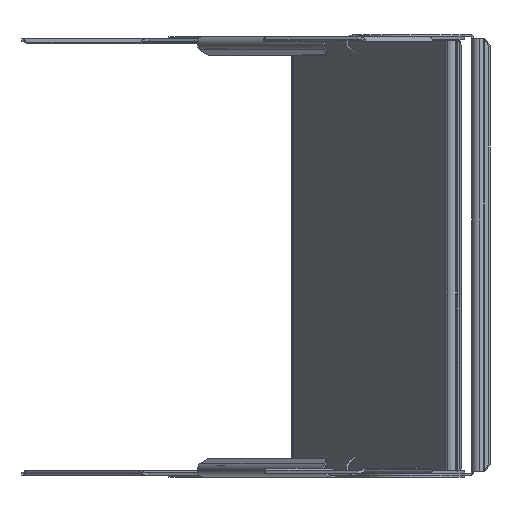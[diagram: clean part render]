
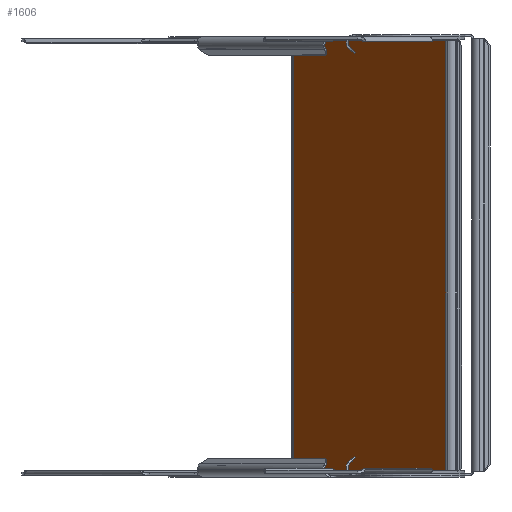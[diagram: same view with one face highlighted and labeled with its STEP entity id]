
A CAD part, left-side view. The second image highlights one B-rep face of the part: STEP entity #1606.
In plain terms, the highlighted face is planar.
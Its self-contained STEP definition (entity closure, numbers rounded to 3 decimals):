
#55=CARTESIAN_POINT('',(-91.75,0.,-150.75));
#56=DIRECTION('',(0.,-1.,0.));
#57=DIRECTION('',(0.385,0.,0.923));
#58=AXIS2_PLACEMENT_3D('',#55,#56,#57);
#60=CARTESIAN_POINT('',(91.75,0.,-150.75));
#61=DIRECTION('',(0.,-1.,0.));
#62=DIRECTION('',(0.,0.,1.));
#63=AXIS2_PLACEMENT_3D('',#60,#61,#62);
#65=DIRECTION('',(-1.,0.,0.));
#66=VECTOR('',#65,12.75);
#67=CARTESIAN_POINT('',(104.5,0.,-147.5));
#68=LINE('',#67,#66);
#69=CARTESIAN_POINT('',(91.75,0.,150.75));
#70=DIRECTION('',(0.,-1.,0.));
#71=DIRECTION('',(-0.385,0.,-0.923));
#72=AXIS2_PLACEMENT_3D('',#69,#70,#71);
#74=CARTESIAN_POINT('',(-91.75,0.,150.75));
#75=DIRECTION('',(0.,-1.,0.));
#76=DIRECTION('',(0.,0.,-1.));
#77=AXIS2_PLACEMENT_3D('',#74,#75,#76);
#79=DIRECTION('',(1.,0.,0.));
#80=VECTOR('',#79,12.75);
#81=CARTESIAN_POINT('',(-104.5,0.,147.5));
#82=LINE('',#81,#80);
#87=DIRECTION('',(1.,0.,0.));
#88=VECTOR('',#87,12.75);
#89=CARTESIAN_POINT('',(-104.5,0.,-147.5));
#90=LINE('',#89,#88);
#437=DIRECTION('',(-1.,0.,0.));
#438=VECTOR('',#437,181.);
#439=CARTESIAN_POINT('',(90.5,0.,147.75));
#440=LINE('',#439,#438);
#480=DIRECTION('',(-1.,0.,0.));
#481=VECTOR('',#480,12.75);
#482=CARTESIAN_POINT('',(104.5,0.,147.5));
#483=LINE('',#482,#481);
#568=DIRECTION('',(0.,0.,1.));
#569=VECTOR('',#568,295.);
#570=CARTESIAN_POINT('',(104.5,0.,-147.5));
#571=LINE('',#570,#569);
#1005=DIRECTION('',(1.,0.,0.));
#1006=VECTOR('',#1005,181.);
#1007=CARTESIAN_POINT('',(-90.5,0.,-147.75));
#1008=LINE('',#1007,#1006);
#1199=DIRECTION('',(0.,0.,-1.));
#1200=VECTOR('',#1199,295.);
#1201=CARTESIAN_POINT('',(-104.5,0.,147.5));
#1202=LINE('',#1201,#1200);
#1213=CARTESIAN_POINT('',(90.5,0.,147.75));
#1214=CARTESIAN_POINT('',(-90.5,0.,147.75));
#1215=VERTEX_POINT('',#1213);
#1216=VERTEX_POINT('',#1214);
#1217=CARTESIAN_POINT('',(-104.5,0.,147.5));
#1218=CARTESIAN_POINT('',(-91.75,0.,147.5));
#1219=VERTEX_POINT('',#1217);
#1220=VERTEX_POINT('',#1218);
#1225=CARTESIAN_POINT('',(104.5,0.,-147.5));
#1226=CARTESIAN_POINT('',(91.75,0.,-147.5));
#1227=VERTEX_POINT('',#1225);
#1228=VERTEX_POINT('',#1226);
#1233=CARTESIAN_POINT('',(-104.5,0.,-147.5));
#1234=CARTESIAN_POINT('',(-91.75,0.,-147.5));
#1235=VERTEX_POINT('',#1233);
#1236=VERTEX_POINT('',#1234);
#1259=CARTESIAN_POINT('',(91.75,0.,147.5));
#1260=VERTEX_POINT('',#1259);
#1267=CARTESIAN_POINT('',(90.5,0.,-147.75));
#1268=VERTEX_POINT('',#1267);
#1307=CARTESIAN_POINT('',(104.5,0.,147.5));
#1308=VERTEX_POINT('',#1307);
#1309=CARTESIAN_POINT('',(-90.5,0.,-147.75));
#1310=VERTEX_POINT('',#1309);
#1576=CARTESIAN_POINT('',(-91.75,0.,-150.75));
#1577=DIRECTION('',(0.,-1.,0.));
#1578=DIRECTION('',(0.,0.,-1.));
#1579=AXIS2_PLACEMENT_3D('',#1576,#1577,#1578);
#1580=PLANE('',#1579);
#1582=ORIENTED_EDGE('',*,*,#1581,.T.);
#1584=ORIENTED_EDGE('',*,*,#1583,.F.);
#1586=ORIENTED_EDGE('',*,*,#1585,.T.);
#1588=ORIENTED_EDGE('',*,*,#1587,.F.);
#1590=ORIENTED_EDGE('',*,*,#1589,.F.);
#1592=ORIENTED_EDGE('',*,*,#1591,.T.);
#1594=ORIENTED_EDGE('',*,*,#1593,.T.);
#1596=ORIENTED_EDGE('',*,*,#1595,.F.);
#1598=ORIENTED_EDGE('',*,*,#1597,.T.);
#1600=ORIENTED_EDGE('',*,*,#1599,.F.);
#1601=ORIENTED_EDGE('',*,*,#1567,.F.);
#1603=ORIENTED_EDGE('',*,*,#1602,.T.);
#1604=EDGE_LOOP('',(#1582,#1584,#1586,#1588,#1590,#1592,#1594,#1596,#1598,#1600,
#1601,#1603));
#1605=FACE_OUTER_BOUND('',#1604,.F.);
#1606=ADVANCED_FACE('',(#1605),#1580,.F.);
#59=CIRCLE('',#58,3.25);
#64=CIRCLE('',#63,3.25);
#73=CIRCLE('',#72,3.25);
#78=CIRCLE('',#77,3.25);
#1567=EDGE_CURVE('',#1219,#1220,#82,.T.);
#1581=EDGE_CURVE('',#1235,#1236,#90,.T.);
#1583=EDGE_CURVE('',#1310,#1236,#59,.T.);
#1585=EDGE_CURVE('',#1310,#1268,#1008,.T.);
#1587=EDGE_CURVE('',#1228,#1268,#64,.T.);
#1589=EDGE_CURVE('',#1227,#1228,#68,.T.);
#1591=EDGE_CURVE('',#1227,#1308,#571,.T.);
#1593=EDGE_CURVE('',#1308,#1260,#483,.T.);
#1595=EDGE_CURVE('',#1215,#1260,#73,.T.);
#1597=EDGE_CURVE('',#1215,#1216,#440,.T.);
#1599=EDGE_CURVE('',#1220,#1216,#78,.T.);
#1602=EDGE_CURVE('',#1219,#1235,#1202,.T.);
